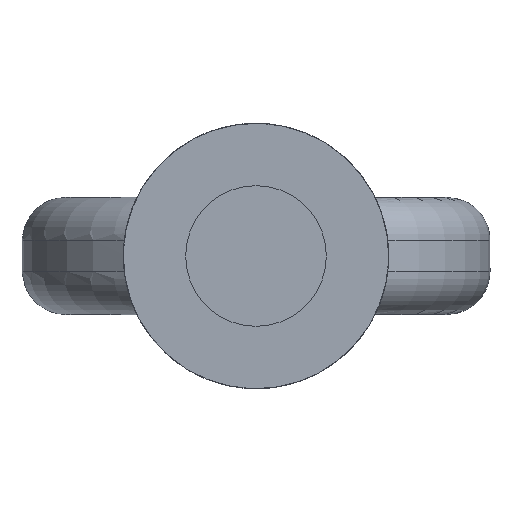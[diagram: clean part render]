
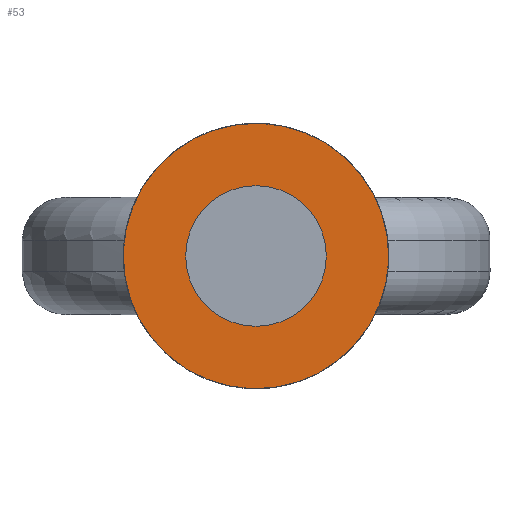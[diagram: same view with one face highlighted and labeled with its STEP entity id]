
A CAD part, left-side view. The second image highlights one B-rep face of the part: STEP entity #53.
In plain terms, the highlighted planar face has unit normal (-1, 0, 0).
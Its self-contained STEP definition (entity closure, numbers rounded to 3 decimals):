
#53=ADVANCED_FACE('',(#233,#235),#237,.T.);
#233=FACE_BOUND('',#234,.T.);
#234=EDGE_LOOP('',(#385));
#235=FACE_BOUND('',#236,.T.);
#236=EDGE_LOOP('',(#386));
#237=PLANE('',#238);
#238=AXIS2_PLACEMENT_3D('',#239,#240,#241);
#239=CARTESIAN_POINT('',(-30.,0.,0.));
#240=DIRECTION('',(-1.,0.,0.));
#241=DIRECTION('',(0.,0.,1.));
#385=ORIENTED_EDGE('',*,*,#473,.T.);
#386=ORIENTED_EDGE('',*,*,#474,.F.);
#473=EDGE_CURVE('',#517,#517,#518,.T.);
#474=EDGE_CURVE('',#519,#519,#520,.T.);
#517=VERTEX_POINT('',#591);
#518=CIRCLE('',#592,17.);
#519=VERTEX_POINT('',#596);
#520=CIRCLE('',#597,9.);
#591=CARTESIAN_POINT('',(-30.,-16.17,12.747));
#592=AXIS2_PLACEMENT_3D('',#593,#594,#595);
#593=CARTESIAN_POINT('',(-30.,0.,7.5));
#594=DIRECTION('',(-1.,0.,0.));
#595=DIRECTION('',(0.,0.,1.));
#596=CARTESIAN_POINT('',(-30.,0.,16.5));
#597=AXIS2_PLACEMENT_3D('',#598,#599,#600);
#598=CARTESIAN_POINT('',(-30.,0.,7.5));
#599=DIRECTION('',(-1.,0.,0.));
#600=DIRECTION('',(0.,0.,1.));
